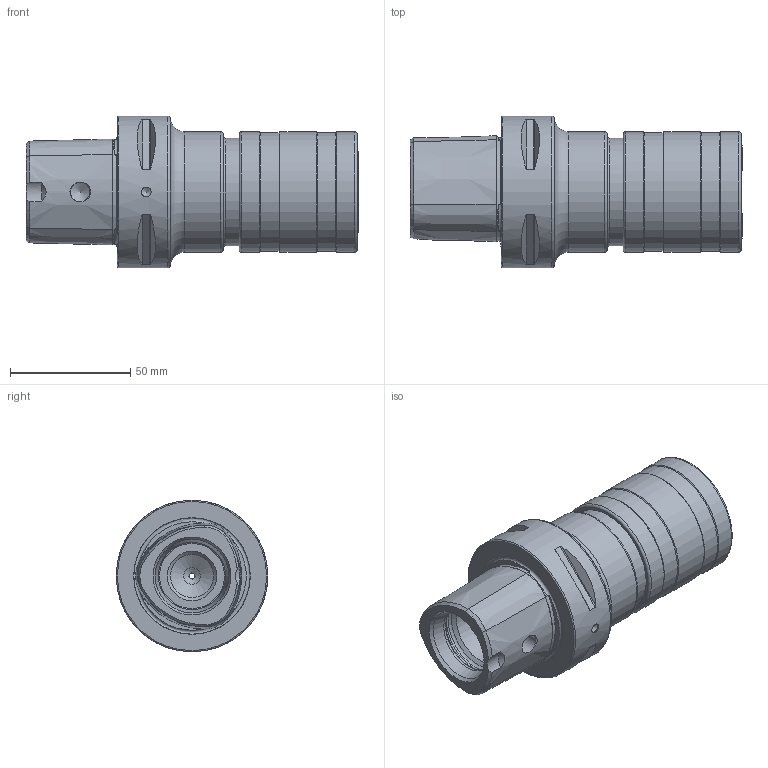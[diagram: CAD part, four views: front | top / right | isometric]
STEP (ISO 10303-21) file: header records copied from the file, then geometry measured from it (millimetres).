
FILE_DESCRIPTION (( 'STEP AP214' ), '1' );
FILE_NAME ('PS6.Go2.K01.100.STEP', '2019-08-12T10:01:27', ( '' ), ( '' ), 'SwSTEP 2.0', 'SolidWorks 2017', '' );
FILE_SCHEMA (( 'AUTOMOTIVE_DESIGN' ));
Length unit declared in the file: millimetre
Products named in the file (10): Kugel Go2; Einbausatz Go2_gespannt; Hülse Go2; Feder klein Go2_gespannt; Feder gross Go2_vorgespannt; Federring innen Go2_gespannt; PS6-Go2.K01.100_A_Fertigbearbeitung; Federring aussen Go2_gespannt; Boden Go2; PS6.Go2.K01.100
Assembly tree (11 placements, depth 3):
  PS6.Go2.K01.100
    PS6-Go2.K01.100_A_Fertigbearbeitung
    Einbausatz Go2_gespannt
      Boden Go2
      Feder gross Go2_vorgespannt
      Feder klein Go2_gespannt
      Federring aussen Go2_gespannt
      Federring innen Go2_gespannt
      Hülse Go2
      Kugel Go2  x3
Bounding box: 138 x 63 x 63 mm (x, y, z)
Volume: 206452.1 mm3; surface area: 59150.1 mm2
Topology: 10 solids, 10 shells, 228 faces, 535 edges, 326 vertices
Faces by surface type: plane 62, cylinder 61, cone 54, torus 42, bspline 6, sphere 3
Full cylindrical faces by diameter (mm): 2.5 x1, 4 x1, 4.2 x3, 6.6 x3, 6.8 x1, 8.1 x2, 10.1 x2, 18 x1, 27.1 x1, 28 x2, 30.95 x2, 31 x2, 31.3 x1, 32 x1, 38.45 x1, 39.7 x1, 40 x2, 40.05 x2, 44.65 x1, 44.75 x1, 45.05 x1, 49.4 x2, 50 x4, 63 x1
Entity records: 9995 total; most frequent: CARTESIAN_POINT 5110, DIRECTION 926, ORIENTED_EDGE 798, AXIS2_PLACEMENT_3D 422, EDGE_CURVE 399, EDGE_LOOP 350, VERTEX_POINT 293, FACE_OUTER_BOUND 293
